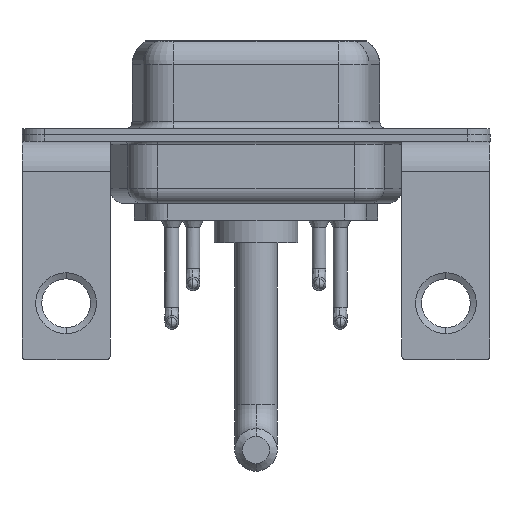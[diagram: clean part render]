
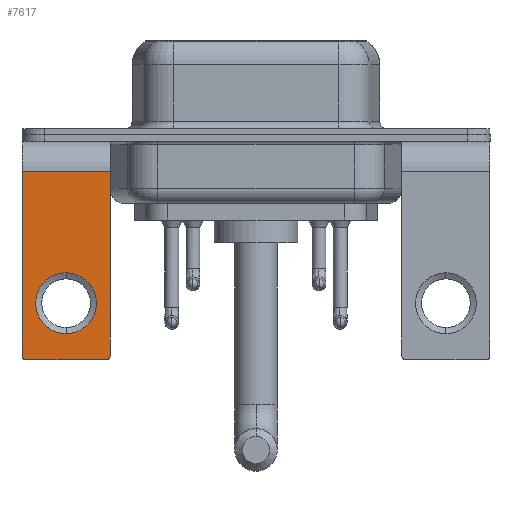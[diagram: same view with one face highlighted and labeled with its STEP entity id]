
A CAD part, front view. The second image highlights one B-rep face of the part: STEP entity #7617.
In plain terms, the highlighted planar face has unit normal (0, -1, 0).
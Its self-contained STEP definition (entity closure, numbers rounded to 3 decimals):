
#272 = EDGE_CURVE ( 'NONE', #7595, #8599, #8899, .T. ) ;
#807 = EDGE_LOOP ( 'NONE', ( #13928, #7629 ) ) ;
#1030 = CARTESIAN_POINT ( 'NONE',  ( 0., -6.25, -11.07 ) ) ;
#1116 = VERTEX_POINT ( 'NONE', #14892 ) ;
#1331 = VERTEX_POINT ( 'NONE', #3541 ) ;
#1335 = CARTESIAN_POINT ( 'NONE',  ( 2.9, -6.25, -2.4 ) ) ;
#1451 = DIRECTION ( 'NONE',  ( 0., -1., 0. ) ) ;
#1561 = CARTESIAN_POINT ( 'NONE',  ( 2.9, -6.25, -2.4 ) ) ;
#1799 = VECTOR ( 'NONE', #16741, 1000. ) ;
#2227 = CIRCLE ( 'NONE', #5807, 0.25 ) ;
#2529 = PLANE ( 'NONE',  #7967 ) ;
#2693 = ORIENTED_EDGE ( 'NONE', *, *, #7672, .F. ) ;
#2736 = CARTESIAN_POINT ( 'NONE',  ( -2.9, -6.25, -14.55 ) ) ;
#3541 = CARTESIAN_POINT ( 'NONE',  ( 2.9, -6.25, -2.4 ) ) ;
#3767 = LINE ( 'NONE', #13036, #1799 ) ;
#4251 = EDGE_CURVE ( 'NONE', #16390, #11618, #14209, .T. ) ;
#4863 = AXIS2_PLACEMENT_3D ( 'NONE', #6584, #9281, #15846 ) ;
#5254 = CARTESIAN_POINT ( 'NONE',  ( 2.65, -6.25, -14.55 ) ) ;
#5683 = EDGE_LOOP ( 'NONE', ( #11613, #6386, #9344, #6317, #2693, #6389 ) ) ;
#5807 = AXIS2_PLACEMENT_3D ( 'NONE', #5254, #1451, #10787 ) ;
#6080 = CARTESIAN_POINT ( 'NONE',  ( -2.9, -6.25, -2.4 ) ) ;
#6317 = ORIENTED_EDGE ( 'NONE', *, *, #11123, .T. ) ;
#6386 = ORIENTED_EDGE ( 'NONE', *, *, #8739, .T. ) ;
#6389 = ORIENTED_EDGE ( 'NONE', *, *, #15417, .T. ) ;
#6404 = LINE ( 'NONE', #1335, #8521 ) ;
#6531 = CARTESIAN_POINT ( 'NONE',  ( 2.9, -6.25, -14.55 ) ) ;
#6584 = CARTESIAN_POINT ( 'NONE',  ( 0., -6.25, -11.07 ) ) ;
#6664 = CARTESIAN_POINT ( 'NONE',  ( -2.9, -6.25, -2.4 ) ) ;
#7207 = DIRECTION ( 'NONE',  ( 0., -1., 0. ) ) ;
#7595 = VERTEX_POINT ( 'NONE', #15850 ) ;
#7617 = ADVANCED_FACE ( 'NONE', ( #11793, #8056 ), #2529, .F. ) ;
#7629 = ORIENTED_EDGE ( 'NONE', *, *, #272, .T. ) ;
#7672 = EDGE_CURVE ( 'NONE', #1331, #9884, #6404, .T. ) ;
#7967 = AXIS2_PLACEMENT_3D ( 'NONE', #13266, #11963, #14458 ) ;
#8056 = FACE_OUTER_BOUND ( 'NONE', #5683, .T. ) ;
#8521 = VECTOR ( 'NONE', #13179, 1000. ) ;
#8599 = VERTEX_POINT ( 'NONE', #15896 ) ;
#8675 = CARTESIAN_POINT ( 'NONE',  ( -2.65, -6.25, -14.55 ) ) ;
#8690 = CARTESIAN_POINT ( 'NONE',  ( 2.65, -6.25, -14.8 ) ) ;
#8739 = EDGE_CURVE ( 'NONE', #11618, #1116, #14667, .T. ) ;
#8899 = CIRCLE ( 'NONE', #11378, 2. ) ;
#9281 = DIRECTION ( 'NONE',  ( 0., 1., 0. ) ) ;
#9344 = ORIENTED_EDGE ( 'NONE', *, *, #9782, .F. ) ;
#9782 = EDGE_CURVE ( 'NONE', #14202, #1116, #3767, .T. ) ;
#9884 = VERTEX_POINT ( 'NONE', #6531 ) ;
#9986 = DIRECTION ( 'NONE',  ( 0., 0., -1. ) ) ;
#10531 = AXIS2_PLACEMENT_3D ( 'NONE', #8675, #7207, #12499 ) ;
#10787 = DIRECTION ( 'NONE',  ( 0., 0., 1. ) ) ;
#11123 = EDGE_CURVE ( 'NONE', #14202, #9884, #2227, .T. ) ;
#11378 = AXIS2_PLACEMENT_3D ( 'NONE', #1030, #16756, #15540 ) ;
#11490 = VECTOR ( 'NONE', #9986, 1000. ) ;
#11613 = ORIENTED_EDGE ( 'NONE', *, *, #4251, .T. ) ;
#11618 = VERTEX_POINT ( 'NONE', #2736 ) ;
#11793 = FACE_BOUND ( 'NONE', #807, .T. ) ;
#11940 = DIRECTION ( 'NONE',  ( -1., 0., 0. ) ) ;
#11963 = DIRECTION ( 'NONE',  ( 0., 1., 0. ) ) ;
#12499 = DIRECTION ( 'NONE',  ( 0., 0., 1. ) ) ;
#13036 = CARTESIAN_POINT ( 'NONE',  ( 2.9, -6.25, -14.8 ) ) ;
#13179 = DIRECTION ( 'NONE',  ( 0., 0., -1. ) ) ;
#13266 = CARTESIAN_POINT ( 'NONE',  ( 2.9, -6.25, -2.4 ) ) ;
#13928 = ORIENTED_EDGE ( 'NONE', *, *, #16354, .T. ) ;
#14202 = VERTEX_POINT ( 'NONE', #8690 ) ;
#14209 = LINE ( 'NONE', #6080, #11490 ) ;
#14458 = DIRECTION ( 'NONE',  ( 0., 0., 1. ) ) ;
#14561 = CIRCLE ( 'NONE', #4863, 2. ) ;
#14667 = CIRCLE ( 'NONE', #10531, 0.25 ) ;
#14892 = CARTESIAN_POINT ( 'NONE',  ( -2.65, -6.25, -14.8 ) ) ;
#15417 = EDGE_CURVE ( 'NONE', #1331, #16390, #15912, .T. ) ;
#15540 = DIRECTION ( 'NONE',  ( 0., 0., 1. ) ) ;
#15846 = DIRECTION ( 'NONE',  ( 0., 0., 1. ) ) ;
#15850 = CARTESIAN_POINT ( 'NONE',  ( 0., -6.25, -9.07 ) ) ;
#15896 = CARTESIAN_POINT ( 'NONE',  ( 0., -6.25, -13.07 ) ) ;
#15912 = LINE ( 'NONE', #1561, #16187 ) ;
#16187 = VECTOR ( 'NONE', #11940, 1000. ) ;
#16354 = EDGE_CURVE ( 'NONE', #8599, #7595, #14561, .T. ) ;
#16390 = VERTEX_POINT ( 'NONE', #6664 ) ;
#16741 = DIRECTION ( 'NONE',  ( -1., 0., 0. ) ) ;
#16756 = DIRECTION ( 'NONE',  ( 0., 1., 0. ) ) ;
